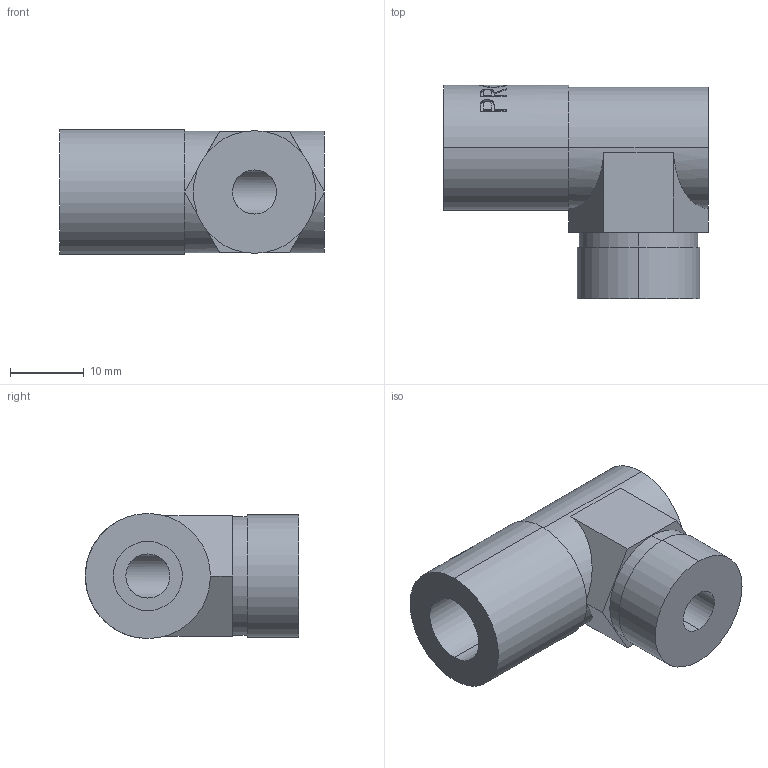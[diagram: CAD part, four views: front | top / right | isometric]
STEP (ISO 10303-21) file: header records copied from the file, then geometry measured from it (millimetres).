
FILE_DESCRIPTION (( 'STEP AP203' ), '1' );
FILE_NAME ('51ed.STEP', '2022-09-11T10:49:01', ( '' ), ( '' ), 'SwSTEP 2.0', 'SolidWorks 2019', '' );
FILE_SCHEMA (( 'CONFIG_CONTROL_DESIGN' ));
Length unit declared in the file: millimetre
Products named in the file (1): 51ed
Bounding box: 36 x 29 x 17 mm (x, y, z)
Volume: 9270.7 mm3; surface area: 4096.6 mm2
Topology: 1 solids, 1 shells, 110 faces, 280 edges, 186 vertices
Faces by surface type: plane 45, bspline 42, cylinder 23
Entity records: 8138 total; most frequent: CARTESIAN_POINT 5738, ORIENTED_EDGE 560, DIRECTION 340, EDGE_CURVE 280, VERTEX_POINT 186, B_SPLINE_CURVE_WITH_KNOTS 136, AXIS2_PLACEMENT_3D 133, EDGE_LOOP 126
